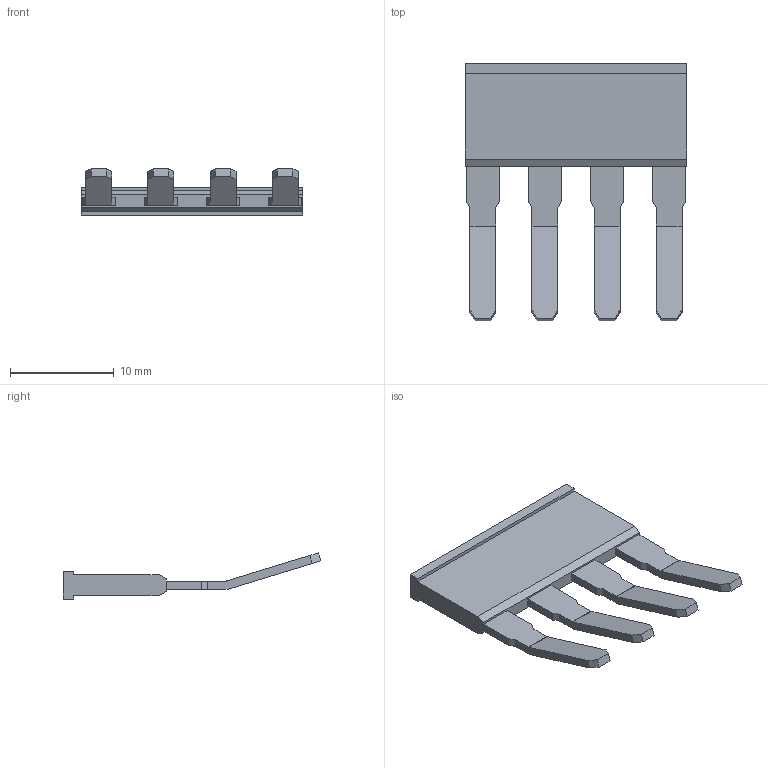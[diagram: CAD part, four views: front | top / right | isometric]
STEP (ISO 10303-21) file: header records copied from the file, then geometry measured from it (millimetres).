
FILE_DESCRIPTION (( 'STEP AP214' ), '1' );
FILE_NAME ('TKO 4_4.STP', '2013-09-24T15:36:35', ( 'gurcan' ), ( '' ), 'SwSTEP 2.0', 'SolidWorks 2013', '' );
FILE_SCHEMA (( 'AUTOMOTIVE_DESIGN' ));
Length unit declared in the file: millimetre
Products named in the file (1): TKO 4_4
Bounding box: 21.4 x 24.88 x 4.47 mm (x, y, z)
Volume: 563.6 mm3; surface area: 984.6 mm2
Topology: 1 solids, 1 shells, 72 faces, 198 edges, 132 vertices
Faces by surface type: plane 64, cylinder 8
Entity records: 2952 total; most frequent: CARTESIAN_POINT 403, ORIENTED_EDGE 396, DIRECTION 360, EDGE_CURVE 198, VECTOR 182, LINE 182, VERTEX_POINT 132, AXIS2_PLACEMENT_3D 89
